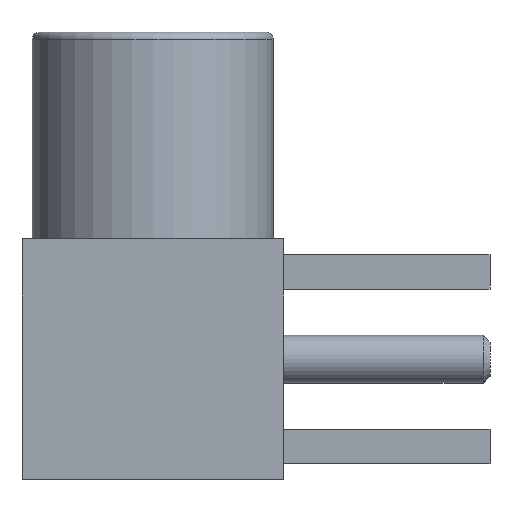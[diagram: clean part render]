
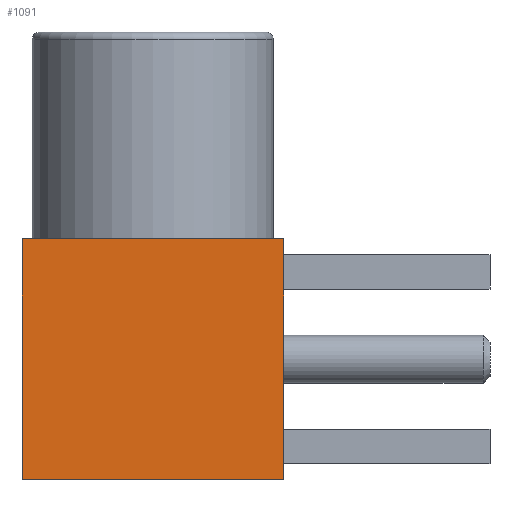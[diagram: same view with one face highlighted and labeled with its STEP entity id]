
A CAD part, left-side view. The second image highlights one B-rep face of the part: STEP entity #1091.
In plain terms, the highlighted planar face has unit normal (-1, 0, 0).
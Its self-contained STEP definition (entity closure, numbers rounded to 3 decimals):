
#295=DIRECTION('',(0.,1.,0.));
#296=VECTOR('',#295,3.8);
#297=CARTESIAN_POINT('',(-1.9,-1.9,-3.));
#298=LINE('',#297,#296);
#299=DIRECTION('',(0.,0.,-1.));
#300=VECTOR('',#299,3.5);
#301=CARTESIAN_POINT('',(-1.9,1.9,-3.));
#302=LINE('',#301,#300);
#303=DIRECTION('',(0.,0.,-1.));
#304=VECTOR('',#303,3.5);
#305=CARTESIAN_POINT('',(-1.9,-1.9,-3.));
#306=LINE('',#305,#304);
#393=DIRECTION('',(0.,1.,0.));
#394=VECTOR('',#393,3.8);
#395=CARTESIAN_POINT('',(-1.9,-1.9,-6.5));
#396=LINE('',#395,#394);
#693=CARTESIAN_POINT('',(-1.9,1.9,-3.));
#695=VERTEX_POINT('',#693);
#699=CARTESIAN_POINT('',(-1.9,-1.9,-3.));
#700=VERTEX_POINT('',#699);
#701=CARTESIAN_POINT('',(-1.9,1.9,-6.5));
#703=VERTEX_POINT('',#701);
#707=CARTESIAN_POINT('',(-1.9,-1.9,-6.5));
#708=VERTEX_POINT('',#707);
#1078=CARTESIAN_POINT('',(-1.9,-1.9,-3.));
#1079=DIRECTION('',(-1.,0.,0.));
#1080=DIRECTION('',(0.,1.,0.));
#1081=AXIS2_PLACEMENT_3D('',#1078,#1079,#1080);
#1082=PLANE('',#1081);
#1083=ORIENTED_EDGE('',*,*,#1053,.F.);
#1085=ORIENTED_EDGE('',*,*,#1084,.T.);
#1087=ORIENTED_EDGE('',*,*,#1086,.T.);
#1088=ORIENTED_EDGE('',*,*,#1069,.F.);
#1089=EDGE_LOOP('',(#1083,#1085,#1087,#1088));
#1090=FACE_OUTER_BOUND('',#1089,.F.);
#1053=EDGE_CURVE('',#700,#695,#298,.T.);
#1069=EDGE_CURVE('',#695,#703,#302,.T.);
#1084=EDGE_CURVE('',#700,#708,#306,.T.);
#1086=EDGE_CURVE('',#708,#703,#396,.T.);
#1091=ADVANCED_FACE('',(#1090),#1082,.T.);
